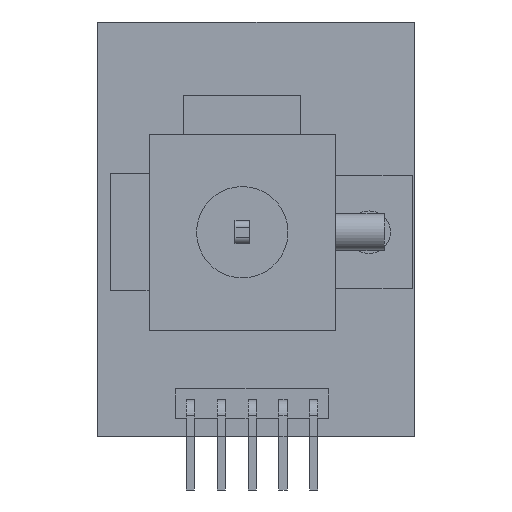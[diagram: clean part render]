
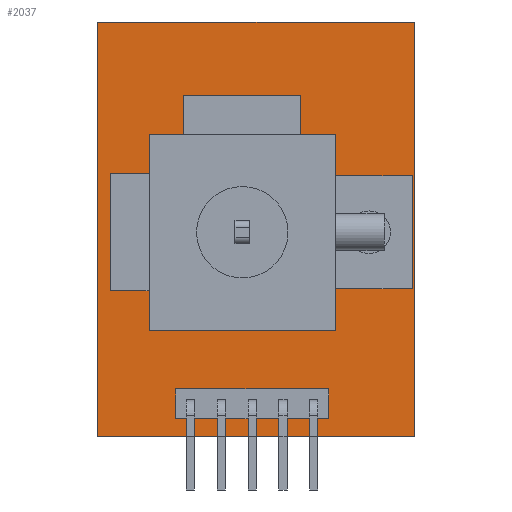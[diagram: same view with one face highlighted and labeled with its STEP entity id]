
A CAD part, left-side view. The second image highlights one B-rep face of the part: STEP entity #2037.
In plain terms, the highlighted planar face has unit normal (-1, 0, 0).
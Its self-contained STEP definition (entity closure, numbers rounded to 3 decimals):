
#134=FACE_OUTER_BOUND('',#266,.T.);
#266=EDGE_LOOP('',(#1467,#1468,#1469,#1470));
#424=LINE('',#3037,#673);
#428=LINE('',#3045,#677);
#431=LINE('',#3051,#680);
#434=LINE('',#3056,#683);
#673=VECTOR('',#2452,10.);
#677=VECTOR('',#2458,10.);
#680=VECTOR('',#2463,10.);
#683=VECTOR('',#2468,10.);
#902=VERTEX_POINT('',#3035);
#903=VERTEX_POINT('',#3036);
#906=VERTEX_POINT('',#3044);
#908=VERTEX_POINT('',#3050);
#1108=EDGE_CURVE('',#902,#903,#424,.T.);
#1112=EDGE_CURVE('',#906,#902,#428,.T.);
#1115=EDGE_CURVE('',#908,#906,#431,.T.);
#1118=EDGE_CURVE('',#903,#908,#434,.T.);
#1467=ORIENTED_EDGE('',*,*,#1118,.F.);
#1468=ORIENTED_EDGE('',*,*,#1108,.F.);
#1469=ORIENTED_EDGE('',*,*,#1112,.F.);
#1470=ORIENTED_EDGE('',*,*,#1115,.F.);
#1920=PLANE('',#2201);
#2037=ADVANCED_FACE('',(#134),#1920,.F.);
#2201=AXIS2_PLACEMENT_3D('',#3059,#2472,#2473);
#2452=DIRECTION('',(0.,0.,-1.));
#2458=DIRECTION('',(0.,-1.,0.));
#2463=DIRECTION('',(0.,0.,1.));
#2468=DIRECTION('',(0.,1.,0.));
#2472=DIRECTION('center_axis',(1.,0.,0.));
#2473=DIRECTION('ref_axis',(0.,0.,-1.));
#3035=CARTESIAN_POINT('',(4.1,-13.3,34.));
#3036=CARTESIAN_POINT('',(4.1,-13.3,0.));
#3037=CARTESIAN_POINT('',(4.1,-13.3,34.));
#3044=CARTESIAN_POINT('',(4.1,12.65,34.));
#3045=CARTESIAN_POINT('',(4.1,12.65,34.));
#3050=CARTESIAN_POINT('',(4.1,12.65,0.));
#3051=CARTESIAN_POINT('',(4.1,12.65,0.));
#3056=CARTESIAN_POINT('',(4.1,-13.3,0.));
#3059=CARTESIAN_POINT('Origin',(4.1,-0.325,17.));
